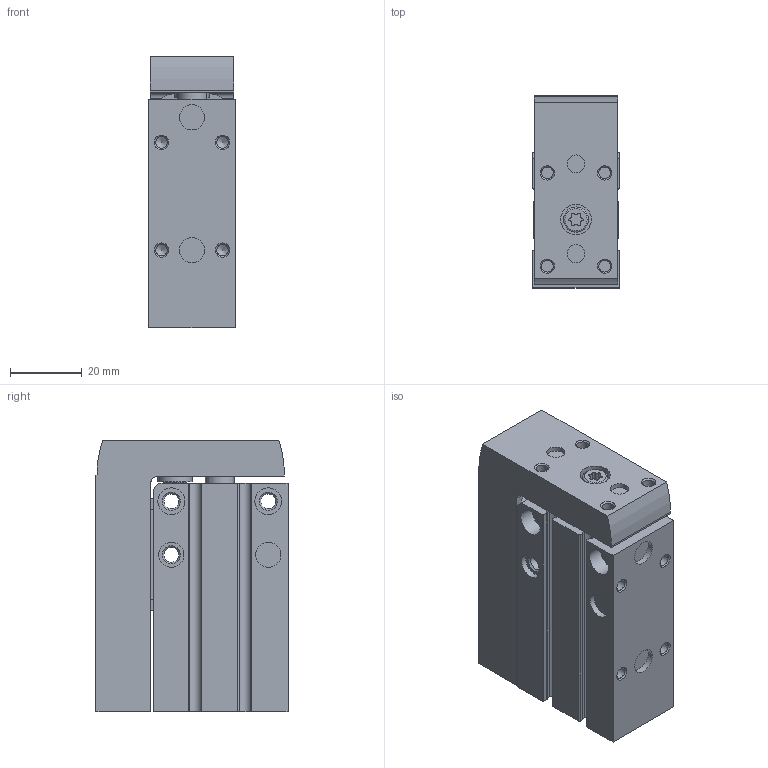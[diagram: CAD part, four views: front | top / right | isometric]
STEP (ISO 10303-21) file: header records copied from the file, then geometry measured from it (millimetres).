
FILE_DESCRIPTION(/* description */ ('STEP AP214'),/* implementation_level */ '2;1');
FILE_NAME(/* name */ '8164071_DGSS-16-20-E1A',/* time_stamp */ '2024-08-16T04:53:13+02:00',/* author */ ('License CC BY-ND 4.0'),/* organization */ ('CADENAS'),/* preprocessor_version */ 'ST-DEVELOPER v19.3',/* originating_system */ 'PARTsolutions',/* authorisation */ ' ');
FILE_SCHEMA (('AUTOMOTIVE_DESIGN {1 0 10303 214 3 1 1}'));
Length unit declared in the file: millimetre
Products named in the file (3): 8164071 DGSS-16-20-E1A---(0_high); 8147515 DGSS-16-20---(high_h); 8147515 DGSS-16-20---(high_s)
Assembly tree (2 placements, depth 2):
  8164071 DGSS-16-20-E1A---(0_high)
    8147515 DGSS-16-20---(high_h)
    8147515 DGSS-16-20---(high_s)
Bounding box: 24 x 53.5 x 75.6 mm (x, y, z)
Volume: 74386.3 mm3; surface area: 33157.8 mm2
Topology: 2 solids, 2 shells, 353 faces, 866 edges, 563 vertices
Faces by surface type: plane 156, cylinder 146, cone 46, torus 5
Full cylindrical faces by diameter (mm): 1.7 x2, 2.013 x2, 2.459 x6, 3.242 x12, 4.134 x5, 4.8 x1, 5 x4, 5.5 x3, 6 x2, 6.5 x3, 7 x7, 7.5 x4, 8.1 x2, 8.5 x1, 9.5 x1, 16 x2, 17 x1
Entity records: 10981 total; most frequent: DIRECTION 1783, CARTESIAN_POINT 1648, ORIENTED_EDGE 1470, EDGE_CURVE 735, AXIS2_PLACEMENT_3D 694, VERTEX_POINT 551, FACE_BOUND 534, EDGE_LOOP 524
